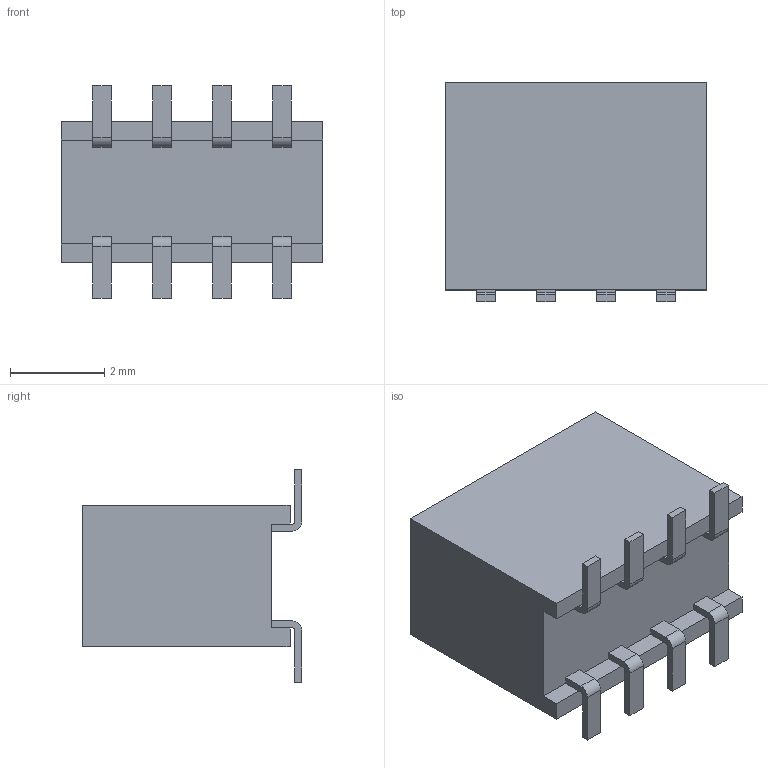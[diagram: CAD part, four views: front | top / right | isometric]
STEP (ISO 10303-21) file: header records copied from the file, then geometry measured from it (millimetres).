
FILE_DESCRIPTION (( 'STEP AP214' ), '1' );
FILE_NAME ('20021321-00008T1LF.STEP', '2023-06-04T05:52:47', ( '' ), ( '' ), 'SwSTEP 2.0', 'SolidWorks 2021', '' );
FILE_SCHEMA (( 'AUTOMOTIVE_DESIGN' ));
Length unit declared in the file: millimetre
Products named in the file (3): 20021321 body_4; 20021321-00008T1LF; pin^20021321 ass
Assembly tree (5 placements, depth 2):
  20021321-00008T1LF
    20021321 body_4
    pin^20021321 ass  x4
Bounding box: 5.54 x 4.65 x 4.5 mm (x, y, z)
Volume: 68.3 mm3; surface area: 129.2 mm2
Topology: 9 solids, 9 shells, 130 faces, 312 edges, 208 vertices
Faces by surface type: plane 114, cylinder 16
Entity records: 2143 total; most frequent: CARTESIAN_POINT 358, ORIENTED_EDGE 336, DIRECTION 332, EDGE_CURVE 168, VECTOR 160, LINE 160, VERTEX_POINT 112, AXIS2_PLACEMENT_3D 86
